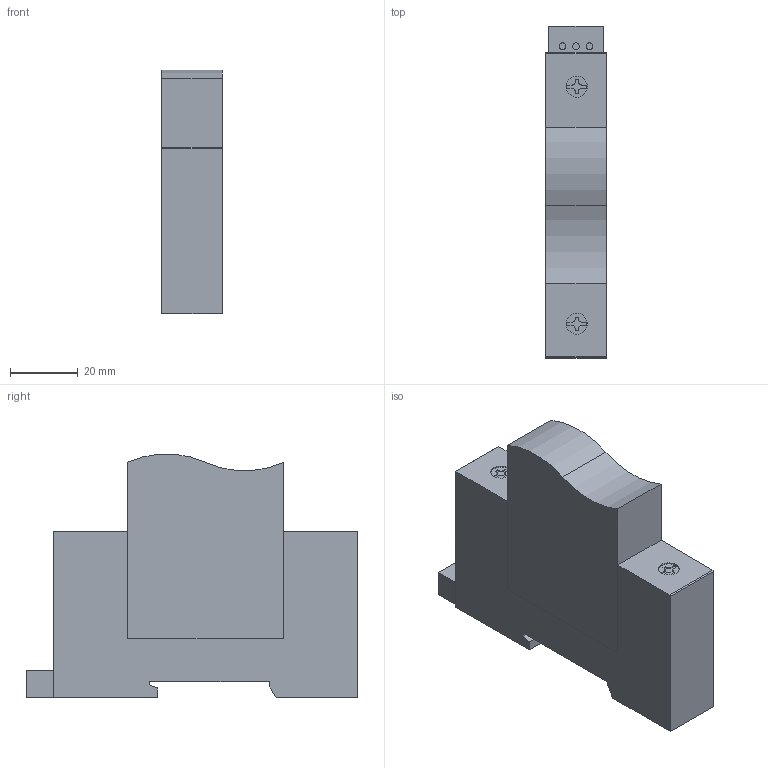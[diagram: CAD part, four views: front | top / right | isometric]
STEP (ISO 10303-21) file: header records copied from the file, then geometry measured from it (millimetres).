
FILE_DESCRIPTION((''),'2;1');
FILE_NAME('3d_SA01PA320R.stp','2012-10-03T08:47:50',(''),(''),'Mechanical Desktop 2011','Mechanical Desktop 2011',', , ');
FILE_SCHEMA(('CONFIG_CONTROL_DESIGN'));
Length unit declared in the file: millimetre
Products named in the file (1): Product
Bounding box: 18 x 98 x 71.9 mm (x, y, z)
Volume: 94533 mm3; surface area: 20992.6 mm2
Topology: 3 solids, 3 shells, 81 faces, 214 edges, 146 vertices
Faces by surface type: plane 55, cylinder 26
Entity records: 2621 total; most frequent: CARTESIAN_POINT 442, DIRECTION 440, ORIENTED_EDGE 428, EDGE_CURVE 214, VECTOR 152, LINE 152, VERTEX_POINT 146, AXIS2_PLACEMENT_3D 144
